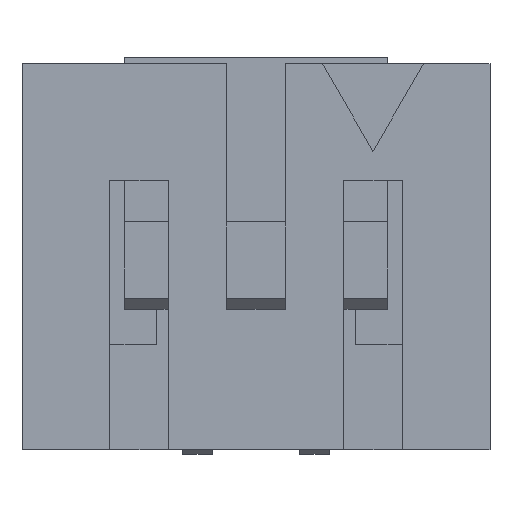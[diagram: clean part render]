
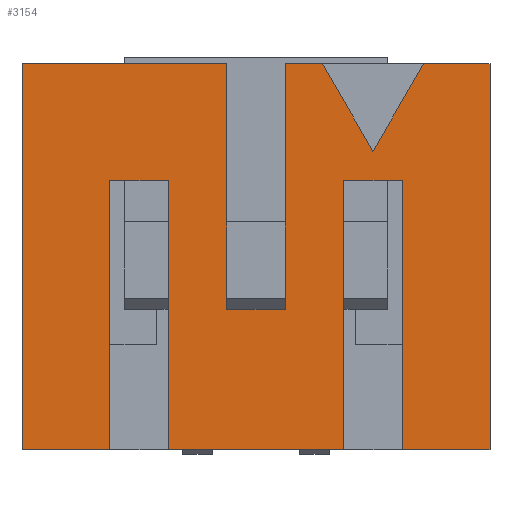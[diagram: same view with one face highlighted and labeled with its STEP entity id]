
A CAD part, front view. The second image highlights one B-rep face of the part: STEP entity #3154.
In plain terms, the highlighted planar face has unit normal (0, -1, 0).
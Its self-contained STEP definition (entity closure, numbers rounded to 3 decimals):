
#59=ORIENTED_EDGE('',*,*,#985,.F.);
#60=ORIENTED_EDGE('',*,*,#986,.F.);
#61=ORIENTED_EDGE('',*,*,#987,.T.);
#62=ORIENTED_EDGE('',*,*,#988,.F.);
#63=ORIENTED_EDGE('',*,*,#989,.F.);
#64=ORIENTED_EDGE('',*,*,#990,.T.);
#65=ORIENTED_EDGE('',*,*,#991,.T.);
#66=ORIENTED_EDGE('',*,*,#992,.F.);
#67=ORIENTED_EDGE('',*,*,#993,.F.);
#68=ORIENTED_EDGE('',*,*,#994,.F.);
#69=ORIENTED_EDGE('',*,*,#995,.F.);
#70=ORIENTED_EDGE('',*,*,#996,.F.);
#71=ORIENTED_EDGE('',*,*,#997,.F.);
#72=ORIENTED_EDGE('',*,*,#998,.F.);
#73=ORIENTED_EDGE('',*,*,#999,.F.);
#74=ORIENTED_EDGE('',*,*,#1000,.F.);
#75=ORIENTED_EDGE('',*,*,#1001,.F.);
#76=ORIENTED_EDGE('',*,*,#1002,.T.);
#77=ORIENTED_EDGE('',*,*,#1003,.T.);
#985=EDGE_CURVE('',#1448,#1449,#1750,.T.);
#986=EDGE_CURVE('',#1450,#1448,#1751,.T.);
#987=EDGE_CURVE('',#1450,#1451,#1752,.T.);
#988=EDGE_CURVE('',#1452,#1451,#1753,.T.);
#989=EDGE_CURVE('',#1453,#1452,#1754,.T.);
#990=EDGE_CURVE('',#1453,#1454,#1755,.T.);
#991=EDGE_CURVE('',#1454,#1455,#1756,.T.);
#992=EDGE_CURVE('',#1456,#1455,#1757,.T.);
#993=EDGE_CURVE('',#1457,#1456,#1758,.T.);
#994=EDGE_CURVE('',#1458,#1457,#1759,.T.);
#995=EDGE_CURVE('',#1459,#1458,#1760,.T.);
#996=EDGE_CURVE('',#1460,#1459,#1761,.T.);
#997=EDGE_CURVE('',#1461,#1460,#1762,.T.);
#998=EDGE_CURVE('',#1462,#1461,#1763,.T.);
#999=EDGE_CURVE('',#1463,#1462,#1764,.T.);
#1000=EDGE_CURVE('',#1464,#1463,#1765,.T.);
#1001=EDGE_CURVE('',#1465,#1464,#1766,.T.);
#1002=EDGE_CURVE('',#1465,#1466,#1767,.T.);
#1003=EDGE_CURVE('',#1466,#1449,#1768,.T.);
#1448=VERTEX_POINT('',#4353);
#1449=VERTEX_POINT('',#4354);
#1450=VERTEX_POINT('',#4356);
#1451=VERTEX_POINT('',#4358);
#1452=VERTEX_POINT('',#4360);
#1453=VERTEX_POINT('',#4362);
#1454=VERTEX_POINT('',#4364);
#1455=VERTEX_POINT('',#4366);
#1456=VERTEX_POINT('',#4368);
#1457=VERTEX_POINT('',#4370);
#1458=VERTEX_POINT('',#4372);
#1459=VERTEX_POINT('',#4374);
#1460=VERTEX_POINT('',#4376);
#1461=VERTEX_POINT('',#4378);
#1462=VERTEX_POINT('',#4380);
#1463=VERTEX_POINT('',#4382);
#1464=VERTEX_POINT('',#4384);
#1465=VERTEX_POINT('',#4386);
#1466=VERTEX_POINT('',#4388);
#1750=LINE('',#4352,#2207);
#1751=LINE('',#4355,#2208);
#1752=LINE('',#4357,#2209);
#1753=LINE('',#4359,#2210);
#1754=LINE('',#4361,#2211);
#1755=LINE('',#4363,#2212);
#1756=LINE('',#4365,#2213);
#1757=LINE('',#4367,#2214);
#1758=LINE('',#4369,#2215);
#1759=LINE('',#4371,#2216);
#1760=LINE('',#4373,#2217);
#1761=LINE('',#4375,#2218);
#1762=LINE('',#4377,#2219);
#1763=LINE('',#4379,#2220);
#1764=LINE('',#4381,#2221);
#1765=LINE('',#4383,#2222);
#1766=LINE('',#4385,#2223);
#1767=LINE('',#4387,#2224);
#1768=LINE('',#4389,#2225);
#2207=VECTOR('',#3545,1000.);
#2208=VECTOR('',#3546,1000.);
#2209=VECTOR('',#3547,1000.);
#2210=VECTOR('',#3548,1000.);
#2211=VECTOR('',#3549,1000.);
#2212=VECTOR('',#3550,1000.);
#2213=VECTOR('',#3551,1000.);
#2214=VECTOR('',#3552,1000.);
#2215=VECTOR('',#3553,1000.);
#2216=VECTOR('',#3554,1000.);
#2217=VECTOR('',#3555,1000.);
#2218=VECTOR('',#3556,1000.);
#2219=VECTOR('',#3557,1000.);
#2220=VECTOR('',#3558,1000.);
#2221=VECTOR('',#3559,1000.);
#2222=VECTOR('',#3560,1000.);
#2223=VECTOR('',#3561,1000.);
#2224=VECTOR('',#3562,1000.);
#2225=VECTOR('',#3563,1000.);
#2664=EDGE_LOOP('',(#59,#60,#61,#62,#63,#64,#65,#66,#67,#68,#69,#70,#71,
#72,#73,#74,#75,#76,#77));
#2829=FACE_BOUND('',#2664,.T.);
#2994=PLANE('',#3366);
#3154=ADVANCED_FACE('',(#2829),#2994,.T.);
#3366=AXIS2_PLACEMENT_3D('',#4351,#3543,#3544);
#3543=DIRECTION('',(0.,-1.,0.));
#3544=DIRECTION('',(0.,0.,-1.));
#3545=DIRECTION('',(0.5,0.,0.866));
#3546=DIRECTION('',(0.5,0.,-0.866));
#3547=DIRECTION('',(-1.,0.,0.));
#3548=DIRECTION('',(0.,0.,1.));
#3549=DIRECTION('',(1.,0.,0.));
#3550=DIRECTION('',(0.,0.,1.));
#3551=DIRECTION('',(-1.,0.,0.));
#3552=DIRECTION('',(0.,0.,1.));
#3553=DIRECTION('',(-1.,0.,0.));
#3554=DIRECTION('',(0.,0.,-1.));
#3555=DIRECTION('',(-1.,0.,0.));
#3556=DIRECTION('',(0.,0.,1.));
#3557=DIRECTION('',(-1.,0.,0.));
#3558=DIRECTION('',(0.,0.,-1.));
#3559=DIRECTION('',(-1.,0.,0.));
#3560=DIRECTION('',(0.,0.,1.));
#3561=DIRECTION('',(-1.,0.,0.));
#3562=DIRECTION('',(0.,0.,1.));
#3563=DIRECTION('',(-1.,0.,0.));
#4351=CARTESIAN_POINT('',(4.,-2.5,-3.3));
#4352=CARTESIAN_POINT('',(2.,-2.5,1.8));
#4353=CARTESIAN_POINT('',(2.,-2.5,1.8));
#4354=CARTESIAN_POINT('',(2.866,-2.5,3.3));
#4355=CARTESIAN_POINT('',(1.134,-2.5,3.3));
#4356=CARTESIAN_POINT('',(1.134,-2.5,3.3));
#4357=CARTESIAN_POINT('',(4.,-2.5,3.3));
#4358=CARTESIAN_POINT('',(0.5,-2.5,3.3));
#4359=CARTESIAN_POINT('',(0.5,-2.5,-0.9));
#4360=CARTESIAN_POINT('',(0.5,-2.5,-0.9));
#4361=CARTESIAN_POINT('',(-0.5,-2.5,-0.9));
#4362=CARTESIAN_POINT('',(-0.5,-2.5,-0.9));
#4363=CARTESIAN_POINT('',(-0.5,-2.5,-0.9));
#4364=CARTESIAN_POINT('',(-0.5,-2.5,3.3));
#4365=CARTESIAN_POINT('',(4.,-2.5,3.3));
#4366=CARTESIAN_POINT('',(-4.,-2.5,3.3));
#4367=CARTESIAN_POINT('',(-4.,-2.5,-3.3));
#4368=CARTESIAN_POINT('',(-4.,-2.5,-3.3));
#4369=CARTESIAN_POINT('',(4.,-2.5,-3.3));
#4370=CARTESIAN_POINT('',(-2.5,-2.5,-3.3));
#4371=CARTESIAN_POINT('',(-2.5,-2.5,1.3));
#4372=CARTESIAN_POINT('',(-2.5,-2.5,1.3));
#4373=CARTESIAN_POINT('',(-1.5,-2.5,1.3));
#4374=CARTESIAN_POINT('',(-1.5,-2.5,1.3));
#4375=CARTESIAN_POINT('',(-1.5,-2.5,-3.3));
#4376=CARTESIAN_POINT('',(-1.5,-2.5,-3.3));
#4377=CARTESIAN_POINT('',(4.,-2.5,-3.3));
#4378=CARTESIAN_POINT('',(1.5,-2.5,-3.3));
#4379=CARTESIAN_POINT('',(1.5,-2.5,1.3));
#4380=CARTESIAN_POINT('',(1.5,-2.5,1.3));
#4381=CARTESIAN_POINT('',(2.5,-2.5,1.3));
#4382=CARTESIAN_POINT('',(2.5,-2.5,1.3));
#4383=CARTESIAN_POINT('',(2.5,-2.5,-3.3));
#4384=CARTESIAN_POINT('',(2.5,-2.5,-3.3));
#4385=CARTESIAN_POINT('',(4.,-2.5,-3.3));
#4386=CARTESIAN_POINT('',(4.,-2.5,-3.3));
#4387=CARTESIAN_POINT('',(4.,-2.5,-3.3));
#4388=CARTESIAN_POINT('',(4.,-2.5,3.3));
#4389=CARTESIAN_POINT('',(4.,-2.5,3.3));
